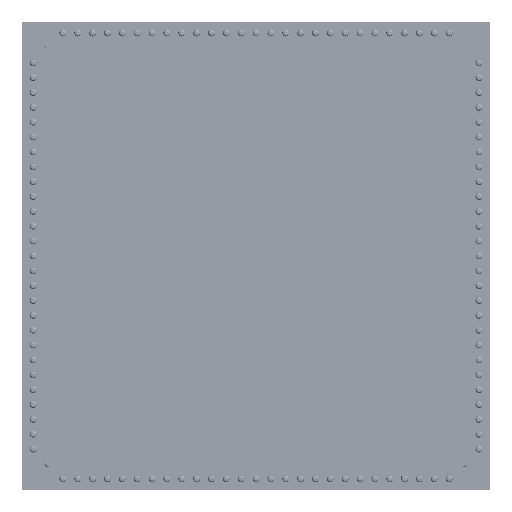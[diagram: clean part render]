
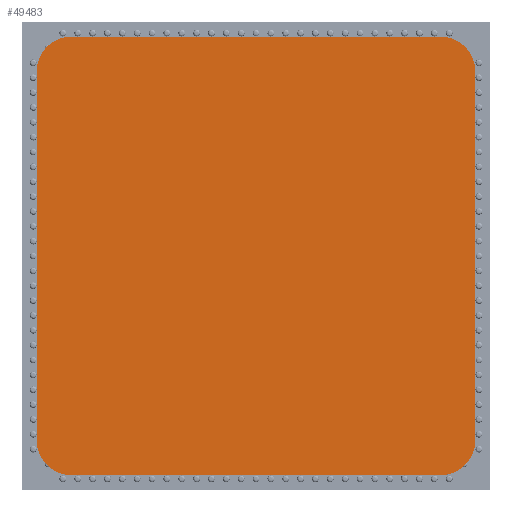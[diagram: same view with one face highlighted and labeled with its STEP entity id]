
A CAD part, top view. The second image highlights one B-rep face of the part: STEP entity #49483.
In plain terms, the highlighted planar face has unit normal (0, 0, 1).
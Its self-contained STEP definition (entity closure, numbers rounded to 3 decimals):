
#9549=CIRCLE('',#56131,18.);
#9554=CIRCLE('',#56139,18.);
#9555=CIRCLE('',#56141,18.);
#9556=CIRCLE('',#56144,18.);
#15234=FACE_OUTER_BOUND('',#20907,.T.);
#20907=EDGE_LOOP('',(#45663,#45664,#45665,#45666,#45667,#45668,#45669,#45670));
#22826=LINE('',#86595,#24754);
#22832=LINE('',#86610,#24760);
#22834=LINE('',#86616,#24762);
#22835=LINE('',#86618,#24763);
#24754=VECTOR('',#72269,10.);
#24760=VECTOR('',#72285,10.);
#24762=VECTOR('',#72293,10.);
#24763=VECTOR('',#72296,10.);
#28549=VERTEX_POINT('',#86571);
#28550=VERTEX_POINT('',#86572);
#28559=VERTEX_POINT('',#86594);
#28560=VERTEX_POINT('',#86598);
#28561=VERTEX_POINT('',#86602);
#28562=VERTEX_POINT('',#86603);
#28563=VERTEX_POINT('',#86608);
#28564=VERTEX_POINT('',#86612);
#34243=EDGE_CURVE('',#28549,#28550,#9549,.T.);
#34254=EDGE_CURVE('',#28559,#28550,#22826,.T.);
#34256=EDGE_CURVE('',#28559,#28560,#9554,.T.);
#34258=EDGE_CURVE('',#28561,#28562,#9555,.T.);
#34262=EDGE_CURVE('',#28561,#28563,#22832,.T.);
#34263=EDGE_CURVE('',#28564,#28563,#9556,.T.);
#34265=EDGE_CURVE('',#28549,#28562,#22834,.T.);
#34266=EDGE_CURVE('',#28564,#28560,#22835,.T.);
#45663=ORIENTED_EDGE('',*,*,#34243,.F.);
#45664=ORIENTED_EDGE('',*,*,#34265,.T.);
#45665=ORIENTED_EDGE('',*,*,#34258,.F.);
#45666=ORIENTED_EDGE('',*,*,#34262,.T.);
#45667=ORIENTED_EDGE('',*,*,#34263,.F.);
#45668=ORIENTED_EDGE('',*,*,#34266,.T.);
#45669=ORIENTED_EDGE('',*,*,#34256,.F.);
#45670=ORIENTED_EDGE('',*,*,#34254,.T.);
#46633=PLANE('',#56147);
#49483=ADVANCED_FACE('',(#15234),#46633,.T.);
#56131=AXIS2_PLACEMENT_3D('',#86573,#72249,#72250);
#56139=AXIS2_PLACEMENT_3D('',#86599,#72273,#72274);
#56141=AXIS2_PLACEMENT_3D('',#86604,#72278,#72279);
#56144=AXIS2_PLACEMENT_3D('',#86613,#72288,#72289);
#56147=AXIS2_PLACEMENT_3D('',#86619,#72297,#72298);
#72249=DIRECTION('center_axis',(0.,0.,-1.));
#72250=DIRECTION('ref_axis',(0.707,0.707,0.));
#72269=DIRECTION('',(0.,1.,0.));
#72273=DIRECTION('center_axis',(0.,0.,-1.));
#72274=DIRECTION('ref_axis',(0.707,-0.707,0.));
#72278=DIRECTION('center_axis',(0.,0.,-1.));
#72279=DIRECTION('ref_axis',(-0.707,0.707,0.));
#72285=DIRECTION('',(0.,-1.,0.));
#72288=DIRECTION('center_axis',(0.,0.,-1.));
#72289=DIRECTION('ref_axis',(-0.707,-0.707,0.));
#72293=DIRECTION('',(-1.,0.,0.));
#72296=DIRECTION('',(1.,0.,0.));
#72297=DIRECTION('center_axis',(0.,0.,1.));
#72298=DIRECTION('ref_axis',(1.,0.,0.));
#86571=CARTESIAN_POINT('',(207.,225.,18.));
#86572=CARTESIAN_POINT('',(225.,207.,18.));
#86573=CARTESIAN_POINT('Origin',(207.,207.,18.));
#86594=CARTESIAN_POINT('',(225.,18.,18.));
#86595=CARTESIAN_POINT('',(225.,0.,18.));
#86598=CARTESIAN_POINT('',(207.,0.,18.));
#86599=CARTESIAN_POINT('Origin',(207.,18.,18.));
#86602=CARTESIAN_POINT('',(0.,207.,18.));
#86603=CARTESIAN_POINT('',(18.,225.,18.));
#86604=CARTESIAN_POINT('Origin',(18.,207.,18.));
#86608=CARTESIAN_POINT('',(0.,18.,18.));
#86610=CARTESIAN_POINT('',(0.,225.,18.));
#86612=CARTESIAN_POINT('',(18.,0.,18.));
#86613=CARTESIAN_POINT('Origin',(18.,18.,18.));
#86616=CARTESIAN_POINT('',(225.,225.,18.));
#86618=CARTESIAN_POINT('',(0.,0.,18.));
#86619=CARTESIAN_POINT('Origin',(112.5,112.5,18.));
